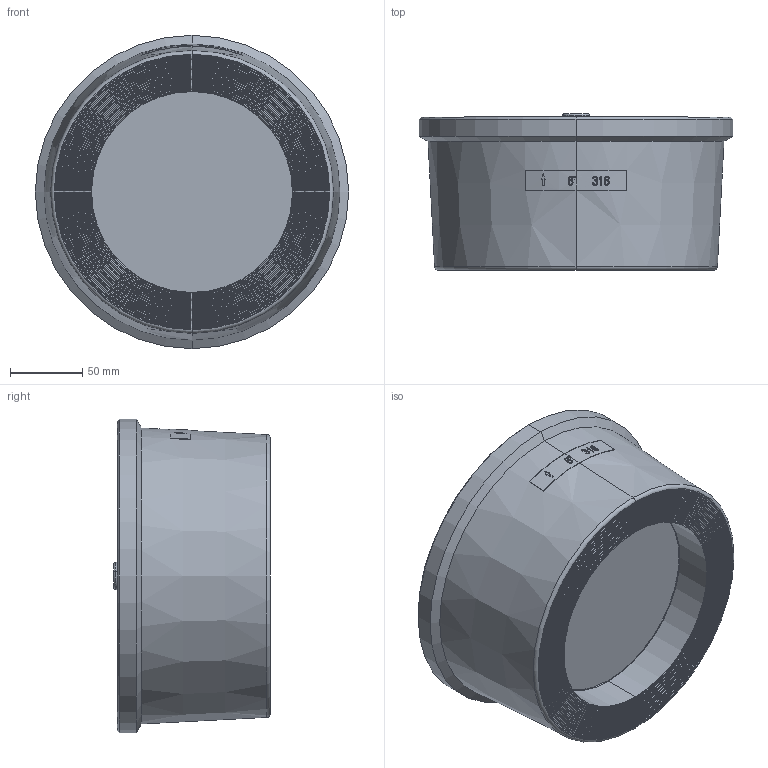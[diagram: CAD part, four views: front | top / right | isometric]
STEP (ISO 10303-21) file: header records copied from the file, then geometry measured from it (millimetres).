
FILE_DESCRIPTION (( 'STEP AP203' ), '1' );
FILE_NAME ('MV-53 DN150-000.STEP', '2021-10-15T07:06:29', ( '' ), ( '' ), 'SwSTEP 2.0', 'SolidWorks 2012', '' );
FILE_SCHEMA (( 'CONFIG_CONTROL_DESIGN' ));
Length unit declared in the file: millimetre
Products named in the file (5): MV-53  DN150-000; DN150 BODY; DN150  SPRING COVER; DN150  SPRING; DN150  DISC
Assembly tree (4 placements, depth 2):
  MV-53  DN150-000
    DN150  DISC
    DN150  SPRING COVER
    DN150  SPRING
    DN150 BODY
Bounding box: 217 x 108.5 x 217 mm (x, y, z)
Volume: 1098366.4 mm3; surface area: 275202 mm2
Topology: 4 solids, 4 shells, 346 faces, 778 edges, 508 vertices
Faces by surface type: torus 122, plane 115, bspline 45, cylinder 42, cone 22
Entity records: 17353 total; most frequent: CARTESIAN_POINT 9025, DIRECTION 1736, ORIENTED_EDGE 1556, AXIS2_PLACEMENT_3D 789, EDGE_CURVE 778, VERTEX_POINT 508, CIRCLE 481, EDGE_LOOP 424
